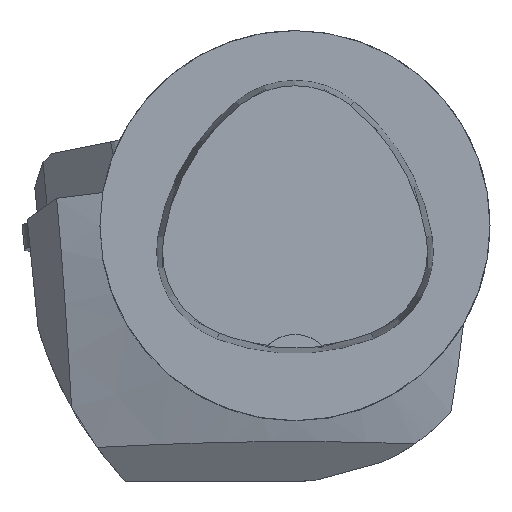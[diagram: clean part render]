
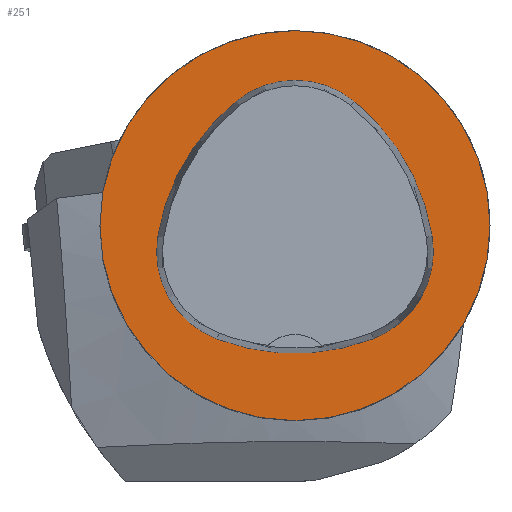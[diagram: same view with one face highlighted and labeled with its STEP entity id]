
A CAD part, top view. The second image highlights one B-rep face of the part: STEP entity #251.
In plain terms, the highlighted planar face has unit normal (0, 0, 1).
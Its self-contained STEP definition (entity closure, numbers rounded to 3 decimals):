
#93=FACE_BOUND('',#461,.T.);
#94=FACE_BOUND('',#462,.T.);
#214=CIRCLE('',#1689,25.);
#215=CIRCLE('',#1690,28.);
#216=CIRCLE('',#1691,12.);
#217=CIRCLE('',#1692,28.);
#218=CIRCLE('',#1693,12.);
#219=CIRCLE('',#1694,28.);
#220=CIRCLE('',#1695,12.);
#251=ADVANCED_FACE('',(#93,#94),#329,.T.);
#329=PLANE('',#1696);
#461=EDGE_LOOP('',(#616));
#462=EDGE_LOOP('',(#617,#618,#619,#620,#621,#622));
#616=ORIENTED_EDGE('',*,*,#1169,.T.);
#617=ORIENTED_EDGE('',*,*,#1170,.T.);
#618=ORIENTED_EDGE('',*,*,#1171,.T.);
#619=ORIENTED_EDGE('',*,*,#1172,.T.);
#620=ORIENTED_EDGE('',*,*,#1173,.T.);
#621=ORIENTED_EDGE('',*,*,#1174,.T.);
#622=ORIENTED_EDGE('',*,*,#1175,.T.);
#1016=VERTEX_POINT('',#2482);
#1017=VERTEX_POINT('',#2484);
#1018=VERTEX_POINT('',#2485);
#1019=VERTEX_POINT('',#2487);
#1020=VERTEX_POINT('',#2489);
#1021=VERTEX_POINT('',#2491);
#1022=VERTEX_POINT('',#2493);
#1169=EDGE_CURVE('',#1016,#1016,#214,.T.);
#1170=EDGE_CURVE('',#1017,#1018,#215,.T.);
#1171=EDGE_CURVE('',#1018,#1019,#216,.T.);
#1172=EDGE_CURVE('',#1019,#1020,#217,.T.);
#1173=EDGE_CURVE('',#1020,#1021,#218,.T.);
#1174=EDGE_CURVE('',#1021,#1022,#219,.T.);
#1175=EDGE_CURVE('',#1022,#1017,#220,.T.);
#1689=AXIS2_PLACEMENT_3D('',#2481,#1911,#1912);
#1690=AXIS2_PLACEMENT_3D('',#2483,#1913,#1914);
#1691=AXIS2_PLACEMENT_3D('',#2486,#1915,#1916);
#1692=AXIS2_PLACEMENT_3D('',#2488,#1917,#1918);
#1693=AXIS2_PLACEMENT_3D('',#2490,#1919,#1920);
#1694=AXIS2_PLACEMENT_3D('',#2492,#1921,#1922);
#1695=AXIS2_PLACEMENT_3D('',#2494,#1923,#1924);
#1696=AXIS2_PLACEMENT_3D('',#2495,#1925,#1926);
#1911=DIRECTION('',(0.,0.,1.));
#1912=DIRECTION('',(0.,1.,0.));
#1913=DIRECTION('',(0.,0.,-1.));
#1914=DIRECTION('',(-1.,0.,0.));
#1915=DIRECTION('',(0.,0.,-1.));
#1916=DIRECTION('',(-1.,0.,0.));
#1917=DIRECTION('',(0.,0.,-1.));
#1918=DIRECTION('',(-1.,0.,0.));
#1919=DIRECTION('',(0.,0.,-1.));
#1920=DIRECTION('',(-1.,0.,0.));
#1921=DIRECTION('',(0.,0.,-1.));
#1922=DIRECTION('',(-1.,0.,0.));
#1923=DIRECTION('',(0.,0.,-1.));
#1924=DIRECTION('',(-1.,0.,0.));
#1925=DIRECTION('',(0.,0.,1.));
#1926=DIRECTION('',(0.,1.,0.));
#2481=CARTESIAN_POINT('',(0.,0.,0.));
#2482=CARTESIAN_POINT('',(0.,25.,0.));
#2483=CARTESIAN_POINT('',(-0.01,11.631,0.));
#2484=CARTESIAN_POINT('',(10.05,-14.499,0.));
#2485=CARTESIAN_POINT('',(-10.025,-14.516,0.));
#2486=CARTESIAN_POINT('',(-5.733,-3.31,0.));
#2487=CARTESIAN_POINT('',(-17.584,-1.424,0.));
#2488=CARTESIAN_POINT('',(10.068,-5.824,0.));
#2489=CARTESIAN_POINT('',(-7.531,15.953,0.));
#2490=CARTESIAN_POINT('',(0.011,6.62,0.));
#2491=CARTESIAN_POINT('',(7.567,15.942,0.));
#2492=CARTESIAN_POINT('',(-10.063,-5.81,0.));
#2493=CARTESIAN_POINT('',(17.59,-1.418,0.));
#2494=CARTESIAN_POINT('',(5.739,-3.3,0.));
#2495=CARTESIAN_POINT('',(0.,0.,0.));
